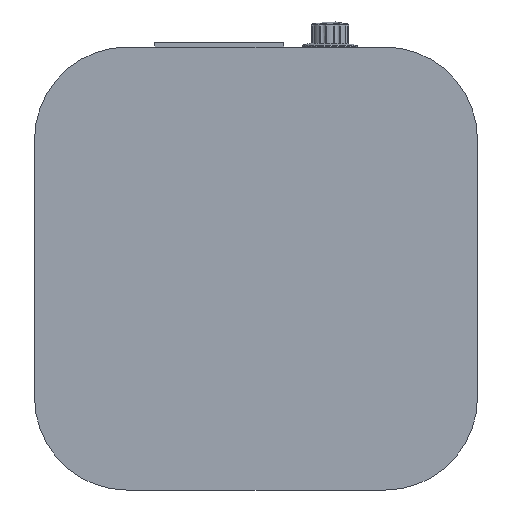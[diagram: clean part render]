
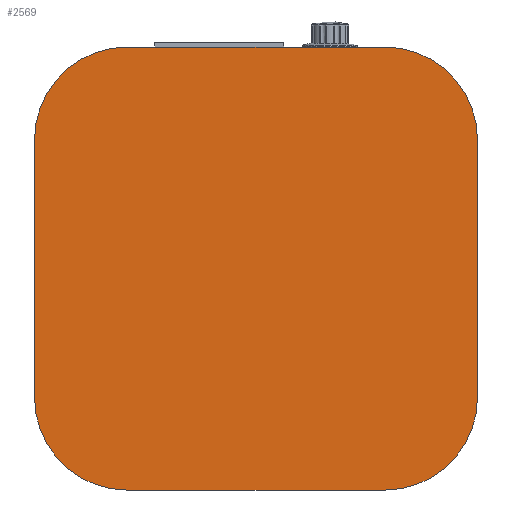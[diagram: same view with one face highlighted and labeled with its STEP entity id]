
A CAD part, front view. The second image highlights one B-rep face of the part: STEP entity #2569.
In plain terms, the highlighted planar face has unit normal (0, -1, 0).
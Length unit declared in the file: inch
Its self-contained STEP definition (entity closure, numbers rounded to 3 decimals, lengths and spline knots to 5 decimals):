
#93=PLANE('',#2985);
#222=LINE('',#5788,#348);
#226=LINE('',#5800,#352);
#230=LINE('',#5812,#356);
#234=LINE('',#5824,#360);
#348=VECTOR('',#3825,0.3937);
#352=VECTOR('',#3837,0.3937);
#356=VECTOR('',#3849,0.3937);
#360=VECTOR('',#3861,0.3937);
#617=FACE_OUTER_BOUND('',#785,.T.);
#785=EDGE_LOOP('',(#2347,#2348,#2349,#2350,#2351,#2352,#2353,#2354));
#1026=CIRCLE('',#2972,2.5);
#1028=CIRCLE('',#2976,2.5);
#1030=CIRCLE('',#2980,2.5);
#1032=CIRCLE('',#2984,2.5);
#1249=VERTEX_POINT('',#5785);
#1250=VERTEX_POINT('',#5787);
#1252=VERTEX_POINT('',#5793);
#1254=VERTEX_POINT('',#5799);
#1256=VERTEX_POINT('',#5805);
#1258=VERTEX_POINT('',#5811);
#1260=VERTEX_POINT('',#5817);
#1262=VERTEX_POINT('',#5823);
#1612=EDGE_CURVE('',#1250,#1249,#222,.T.);
#1615=EDGE_CURVE('',#1252,#1250,#1026,.T.);
#1618=EDGE_CURVE('',#1254,#1252,#226,.T.);
#1621=EDGE_CURVE('',#1256,#1254,#1028,.T.);
#1624=EDGE_CURVE('',#1258,#1256,#230,.T.);
#1627=EDGE_CURVE('',#1260,#1258,#1030,.T.);
#1630=EDGE_CURVE('',#1262,#1260,#234,.T.);
#1633=EDGE_CURVE('',#1249,#1262,#1032,.T.);
#2347=ORIENTED_EDGE('',*,*,#1633,.T.);
#2348=ORIENTED_EDGE('',*,*,#1630,.T.);
#2349=ORIENTED_EDGE('',*,*,#1627,.T.);
#2350=ORIENTED_EDGE('',*,*,#1624,.T.);
#2351=ORIENTED_EDGE('',*,*,#1621,.T.);
#2352=ORIENTED_EDGE('',*,*,#1618,.T.);
#2353=ORIENTED_EDGE('',*,*,#1615,.T.);
#2354=ORIENTED_EDGE('',*,*,#1612,.T.);
#2569=ADVANCED_FACE('',(#617),#93,.F.);
#2972=AXIS2_PLACEMENT_3D('',#5794,#3831,#3832);
#2976=AXIS2_PLACEMENT_3D('',#5806,#3843,#3844);
#2980=AXIS2_PLACEMENT_3D('',#5818,#3855,#3856);
#2984=AXIS2_PLACEMENT_3D('',#5828,#3867,#3868);
#2985=AXIS2_PLACEMENT_3D('',#5829,#3869,#3870);
#3825=DIRECTION('',(-1.,0.,0.));
#3831=DIRECTION('center_axis',(0.,-1.,0.));
#3832=DIRECTION('ref_axis',(0.,0.,1.));
#3837=DIRECTION('',(0.,0.,1.));
#3843=DIRECTION('center_axis',(0.,-1.,0.));
#3844=DIRECTION('ref_axis',(1.,0.,0.));
#3849=DIRECTION('',(1.,0.,0.));
#3855=DIRECTION('center_axis',(0.,-1.,0.));
#3856=DIRECTION('ref_axis',(0.,0.,-1.));
#3861=DIRECTION('',(0.,0.,-1.));
#3867=DIRECTION('center_axis',(0.,-1.,0.));
#3868=DIRECTION('ref_axis',(-1.,0.,0.));
#3869=DIRECTION('center_axis',(0.,1.,0.));
#3870=DIRECTION('ref_axis',(1.,0.,0.));
#5785=CARTESIAN_POINT('',(2.5,-2.5,0.));
#5787=CARTESIAN_POINT('',(9.5,-2.5,0.));
#5788=CARTESIAN_POINT('',(2.5,-2.5,0.));
#5793=CARTESIAN_POINT('',(12.,-2.5,-2.5));
#5794=CARTESIAN_POINT('Origin',(9.5,-2.5,-2.5));
#5799=CARTESIAN_POINT('',(12.,-2.5,-9.5));
#5800=CARTESIAN_POINT('',(12.,-2.5,-2.5));
#5805=CARTESIAN_POINT('',(9.5,-2.5,-12.));
#5806=CARTESIAN_POINT('Origin',(9.5,-2.5,-9.5));
#5811=CARTESIAN_POINT('',(2.5,-2.5,-12.));
#5812=CARTESIAN_POINT('',(9.5,-2.5,-12.));
#5817=CARTESIAN_POINT('',(0.,-2.5,-9.5));
#5818=CARTESIAN_POINT('Origin',(2.5,-2.5,-9.5));
#5823=CARTESIAN_POINT('',(0.,-2.5,-2.5));
#5824=CARTESIAN_POINT('',(0.,-2.5,-9.5));
#5828=CARTESIAN_POINT('Origin',(2.5,-2.5,-2.5));
#5829=CARTESIAN_POINT('Origin',(6.,-2.5,-6.));
